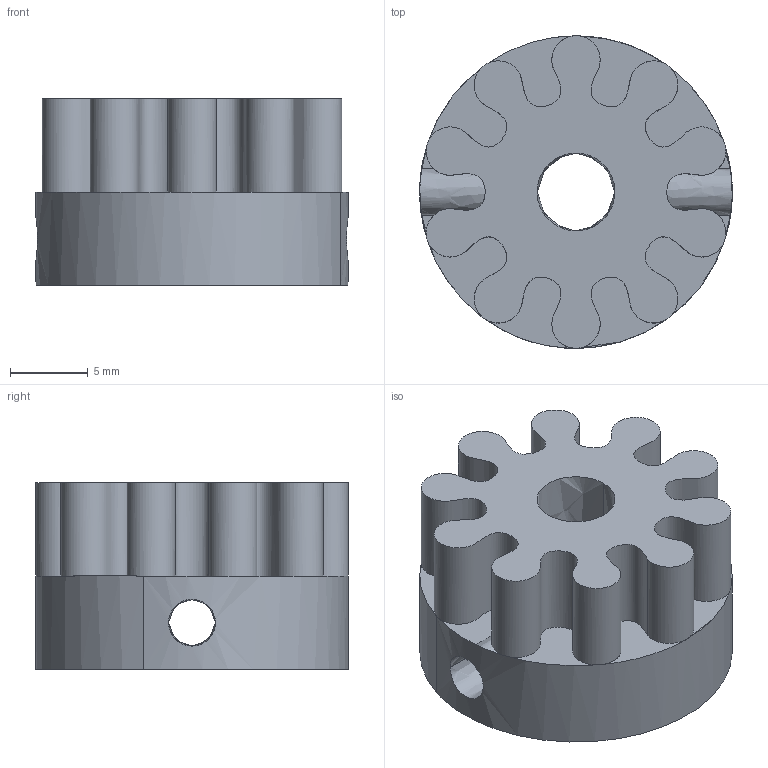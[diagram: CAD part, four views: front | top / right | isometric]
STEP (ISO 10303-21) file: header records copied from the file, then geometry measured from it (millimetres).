
FILE_DESCRIPTION(/* description */ (''),/* implementation_level */ '2;1');
FILE_NAME(/* name */ 'PINION~1',/* time_stamp */ '2016-07-17T00:55:28+02:00',/* author */ (''),/* organization */ (''),/* preprocessor_version */ 'ST-DEVELOPER v15',/* originating_system */ '',/* authorisation */ '');
FILE_SCHEMA (('AUTOMOTIVE_DESIGN'));
Length unit declared in the file: millimetre
Products named in the file (1): Document
Bounding box: 20.07 x 20.07 x 12 mm (x, y, z)
Volume: 2621.7 mm3; surface area: 1985.1 mm2
Topology: 1 solids, 1 shells, 22 faces, 54 edges, 32 vertices
Faces by surface type: plane 12, bspline 10
Entity records: 2138 total; most frequent: CARTESIAN_POINT 1788, ORIENTED_EDGE 108, EDGE_CURVE 54, VERTEX_POINT 32, EDGE_LOOP 26, ADVANCED_FACE 22, FACE_OUTER_BOUND 22, DIRECTION 16
